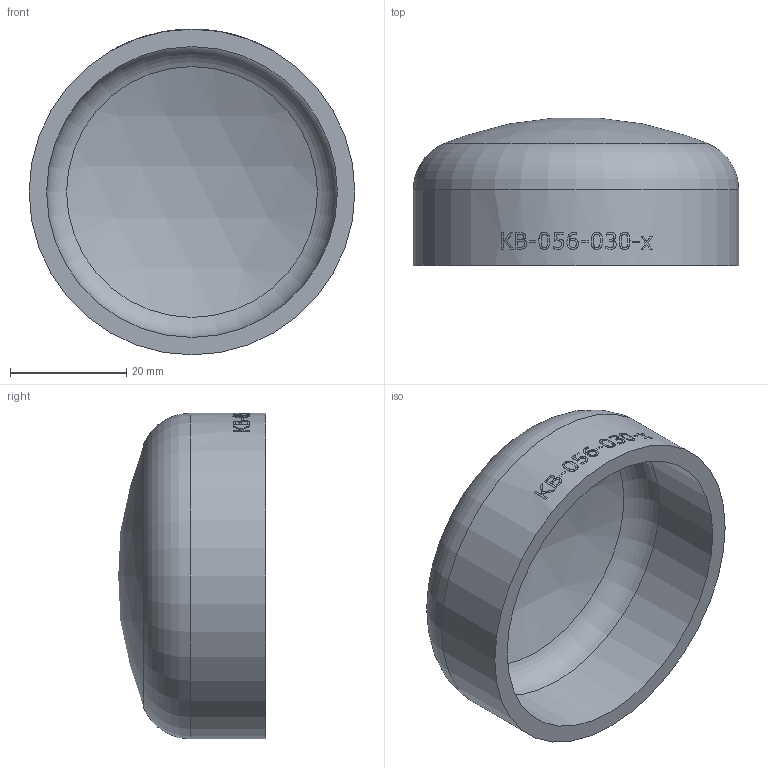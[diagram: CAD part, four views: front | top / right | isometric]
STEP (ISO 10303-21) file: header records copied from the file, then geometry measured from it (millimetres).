
FILE_DESCRIPTION (( 'STEP AP214' ), '1' );
FILE_NAME ('KB-056-030-x Klöpperboden 2001.STEP', '2020-01-28T12:57:05', ( '' ), ( '' ), 'SwSTEP 2.0', 'SolidWorks 2016', '' );
FILE_SCHEMA (( 'AUTOMOTIVE_DESIGN' ));
Length unit declared in the file: millimetre
Products named in the file (1): KB-056-030-x Klöpperboden 2001
Bounding box: 56 x 25.36 x 56 mm (x, y, z)
Volume: 15235.1 mm3; surface area: 10682.3 mm2
Topology: 1 solids, 1 shells, 186 faces, 493 edges, 328 vertices
Faces by surface type: bspline 111, plane 51, cylinder 20, torus 2, sphere 2
Full cylindrical faces by diameter (mm): 50 x1, 56 x1
Entity records: 20654 total; most frequent: CARTESIAN_POINT 15073, ORIENTED_EDGE 978, EDGE_CURVE 489, DIRECTION 352, B_SPLINE_CURVE_WITH_KNOTS 351, VERTEX_POINT 328, EDGE_LOOP 209, FACE_OUTER_BOUND 190
